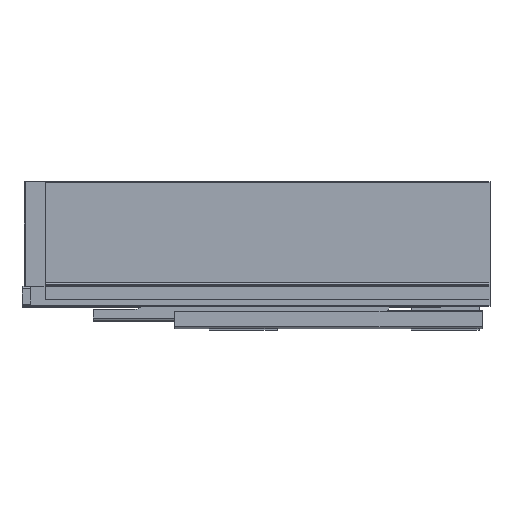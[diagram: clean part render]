
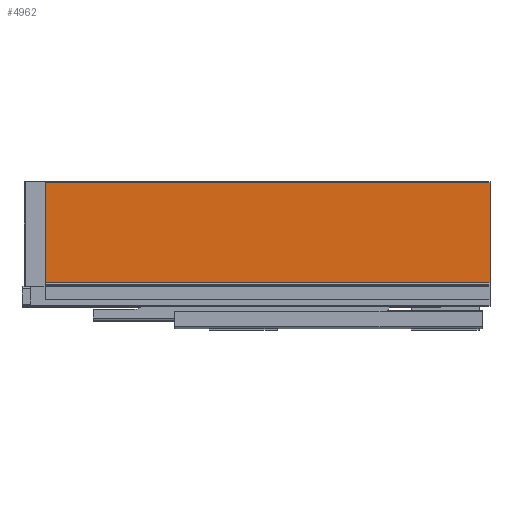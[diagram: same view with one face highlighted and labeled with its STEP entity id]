
A CAD part, top view. The second image highlights one B-rep face of the part: STEP entity #4962.
In plain terms, the highlighted planar face has unit normal (0, 0, 1).
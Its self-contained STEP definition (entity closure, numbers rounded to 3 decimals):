
#88 = VECTOR ( 'NONE', #1857, 1000. ) ;
#546 = FACE_OUTER_BOUND ( 'NONE', #2521, .T. ) ;
#698 = ORIENTED_EDGE ( 'NONE', *, *, #8408, .F. ) ;
#1102 = CARTESIAN_POINT ( 'NONE',  ( 0., 20.5, 14. ) ) ;
#1224 = EDGE_CURVE ( 'NONE', #8234, #4360, #2567, .T. ) ;
#1857 = DIRECTION ( 'NONE',  ( 1., 0., 0. ) ) ;
#2132 = CARTESIAN_POINT ( 'NONE',  ( -425.5, 20.5, 14. ) ) ;
#2256 = VERTEX_POINT ( 'NONE', #7011 ) ;
#2279 = AXIS2_PLACEMENT_3D ( 'NONE', #8704, #8559, #7838 ) ;
#2324 = CARTESIAN_POINT ( 'NONE',  ( 0., 116., 14. ) ) ;
#2499 = ORIENTED_EDGE ( 'NONE', *, *, #2554, .T. ) ;
#2521 = EDGE_LOOP ( 'NONE', ( #4225, #2499, #3861, #698 ) ) ;
#2554 = EDGE_CURVE ( 'NONE', #6857, #8234, #4065, .T. ) ;
#2567 = LINE ( 'NONE', #1102, #7840 ) ;
#2928 = CARTESIAN_POINT ( 'NONE',  ( -425.5, 116., 14. ) ) ;
#2955 = EDGE_CURVE ( 'NONE', #6857, #2256, #4674, .T. ) ;
#3251 = CARTESIAN_POINT ( 'NONE',  ( 0., 20.5, 14. ) ) ;
#3389 = DIRECTION ( 'NONE',  ( 0., -1., 0. ) ) ;
#3861 = ORIENTED_EDGE ( 'NONE', *, *, #1224, .T. ) ;
#3928 = VECTOR ( 'NONE', #5245, 1000. ) ;
#4065 = LINE ( 'NONE', #8325, #7355 ) ;
#4225 = ORIENTED_EDGE ( 'NONE', *, *, #2955, .F. ) ;
#4360 = VERTEX_POINT ( 'NONE', #3251 ) ;
#4568 = LINE ( 'NONE', #2324, #3928 ) ;
#4674 = LINE ( 'NONE', #6048, #88 ) ;
#4962 = ADVANCED_FACE ( 'NONE', ( #546 ), #9369, .T. ) ;
#5245 = DIRECTION ( 'NONE',  ( 0., -1., 0. ) ) ;
#5290 = DIRECTION ( 'NONE',  ( 1., 0., 0. ) ) ;
#6048 = CARTESIAN_POINT ( 'NONE',  ( -442., 116., 14. ) ) ;
#6857 = VERTEX_POINT ( 'NONE', #2928 ) ;
#7011 = CARTESIAN_POINT ( 'NONE',  ( 0., 116., 14. ) ) ;
#7355 = VECTOR ( 'NONE', #3389, 1000. ) ;
#7838 = DIRECTION ( 'NONE',  ( 0., -1., 0. ) ) ;
#7840 = VECTOR ( 'NONE', #5290, 1000. ) ;
#8234 = VERTEX_POINT ( 'NONE', #2132 ) ;
#8325 = CARTESIAN_POINT ( 'NONE',  ( -425.5, 116., 14. ) ) ;
#8408 = EDGE_CURVE ( 'NONE', #2256, #4360, #4568, .T. ) ;
#8559 = DIRECTION ( 'NONE',  ( 0., 0., 1. ) ) ;
#8704 = CARTESIAN_POINT ( 'NONE',  ( -442., 116., 14. ) ) ;
#9369 = PLANE ( 'NONE',  #2279 ) ;
